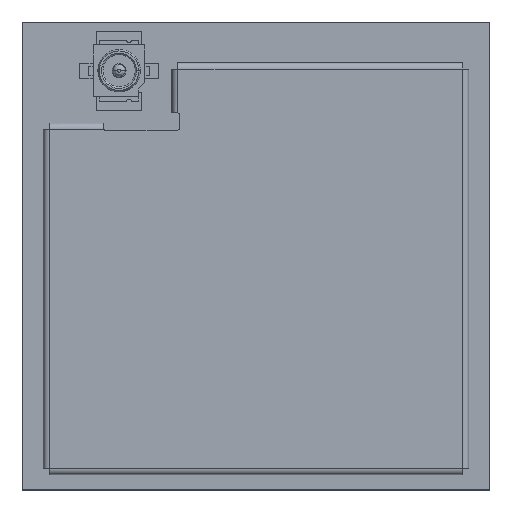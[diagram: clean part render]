
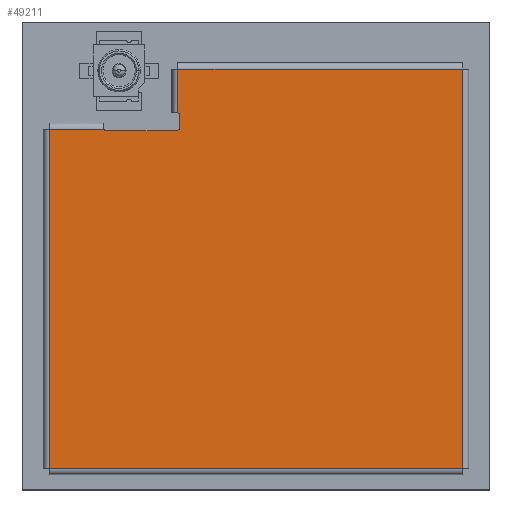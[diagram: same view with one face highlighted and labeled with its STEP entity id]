
A CAD part, top view. The second image highlights one B-rep face of the part: STEP entity #49211.
In plain terms, the highlighted face is planar.
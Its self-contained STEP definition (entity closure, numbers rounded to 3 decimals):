
#2185 = CARTESIAN_POINT ( 'NONE',  ( 0., 1.6, -0.2 ) ) ;
#2232 = VECTOR ( 'NONE', #32552, 1000. ) ;
#4814 = CARTESIAN_POINT ( 'NONE',  ( 4.48, 1.6, -11.42 ) ) ;
#4908 = VERTEX_POINT ( 'NONE', #81682 ) ;
#6147 = LINE ( 'NONE', #83833, #12676 ) ;
#6565 = EDGE_CURVE ( 'NONE', #34794, #4908, #85438, .T. ) ;
#7217 = CIRCLE ( 'NONE', #15436, 0.1 ) ;
#7585 = VERTEX_POINT ( 'NONE', #8162 ) ;
#7984 = ORIENTED_EDGE ( 'NONE', *, *, #28143, .T. ) ;
#8162 = CARTESIAN_POINT ( 'NONE',  ( 0.2, 1.6, -11.37 ) ) ;
#8535 = DIRECTION ( 'NONE',  ( 0., -1., 0. ) ) ;
#10312 = CARTESIAN_POINT ( 'NONE',  ( 2.08, 1.6, -11.32 ) ) ;
#11013 = DIRECTION ( 'NONE',  ( 0., -1., 0. ) ) ;
#12464 = DIRECTION ( 'NONE',  ( 0., -1., 0. ) ) ;
#12676 = VECTOR ( 'NONE', #91968, 1000. ) ;
#12918 = ORIENTED_EDGE ( 'NONE', *, *, #60698, .T. ) ;
#13934 = VECTOR ( 'NONE', #44557, 1000. ) ;
#15436 = AXIS2_PLACEMENT_3D ( 'NONE', #54513, #30999, #46806 ) ;
#20137 = AXIS2_PLACEMENT_3D ( 'NONE', #39784, #8535, #70930 ) ;
#20771 = CARTESIAN_POINT ( 'NONE',  ( 0., 1.6, 0. ) ) ;
#21277 = EDGE_CURVE ( 'NONE', #49566, #50596, #33566, .T. ) ;
#21513 = CARTESIAN_POINT ( 'NONE',  ( 4.43, 1.6, -13.35 ) ) ;
#25685 = ORIENTED_EDGE ( 'NONE', *, *, #21277, .F. ) ;
#27654 = VECTOR ( 'NONE', #100690, 1000. ) ;
#28143 = EDGE_CURVE ( 'NONE', #7585, #77646, #83751, .T. ) ;
#28623 = EDGE_CURVE ( 'NONE', #33842, #50596, #7217, .T. ) ;
#29390 = CARTESIAN_POINT ( 'NONE',  ( 13.8, 1.6, -0.2 ) ) ;
#29608 = CARTESIAN_POINT ( 'NONE',  ( 0.2, 1.6, 0. ) ) ;
#29708 = ORIENTED_EDGE ( 'NONE', *, *, #39928, .T. ) ;
#30849 = CARTESIAN_POINT ( 'NONE',  ( 4.43, 1.6, 0. ) ) ;
#30999 = DIRECTION ( 'NONE',  ( 0., -1., 0. ) ) ;
#32552 = DIRECTION ( 'NONE',  ( 0., 0., -1. ) ) ;
#33566 = LINE ( 'NONE', #78997, #2232 ) ;
#33842 = VERTEX_POINT ( 'NONE', #96084 ) ;
#34565 = DIRECTION ( 'NONE',  ( 0., 0., -1. ) ) ;
#34794 = VERTEX_POINT ( 'NONE', #10312 ) ;
#35604 = ORIENTED_EDGE ( 'NONE', *, *, #80221, .T. ) ;
#38219 = CARTESIAN_POINT ( 'NONE',  ( 13.8, 1.6, -13.35 ) ) ;
#38235 = ORIENTED_EDGE ( 'NONE', *, *, #28623, .T. ) ;
#39480 = DIRECTION ( 'NONE',  ( 1., 0., 0. ) ) ;
#39784 = CARTESIAN_POINT ( 'NONE',  ( 4.38, 1.6, -11.42 ) ) ;
#39928 = EDGE_CURVE ( 'NONE', #34794, #81337, #40346, .T. ) ;
#40346 = CIRCLE ( 'NONE', #77853, 0.1 ) ;
#44557 = DIRECTION ( 'NONE',  ( 0., 0., -1. ) ) ;
#45632 = VECTOR ( 'NONE', #39480, 1000. ) ;
#46806 = DIRECTION ( 'NONE',  ( 0., 0., -1. ) ) ;
#47712 = CARTESIAN_POINT ( 'NONE',  ( 0., 1.6, -11.37 ) ) ;
#49211 = ADVANCED_FACE ( 'NONE', ( #82574 ), #88708, .F. ) ;
#49566 = VERTEX_POINT ( 'NONE', #4814 ) ;
#50596 = VERTEX_POINT ( 'NONE', #82143 ) ;
#52738 = CIRCLE ( 'NONE', #20137, 0.1 ) ;
#53059 = VERTEX_POINT ( 'NONE', #38219 ) ;
#54513 = CARTESIAN_POINT ( 'NONE',  ( 4.38, 1.6, -11.82 ) ) ;
#56398 = EDGE_CURVE ( 'NONE', #53059, #97466, #6147, .T. ) ;
#56833 = LINE ( 'NONE', #2185, #68900 ) ;
#58111 = DIRECTION ( 'NONE',  ( 0., 0., -1. ) ) ;
#60698 = EDGE_CURVE ( 'NONE', #49566, #4908, #52738, .T. ) ;
#60786 = DIRECTION ( 'NONE',  ( 0., 0., 1. ) ) ;
#62249 = CARTESIAN_POINT ( 'NONE',  ( 0.2, 1.6, -0.2 ) ) ;
#63649 = ORIENTED_EDGE ( 'NONE', *, *, #6565, .F. ) ;
#63922 = EDGE_CURVE ( 'NONE', #97466, #33842, #64031, .T. ) ;
#64031 = LINE ( 'NONE', #30849, #91244 ) ;
#64052 = LINE ( 'NONE', #47712, #27654 ) ;
#64223 = ORIENTED_EDGE ( 'NONE', *, *, #63922, .T. ) ;
#66663 = CARTESIAN_POINT ( 'NONE',  ( 2.08, 1.6, -11.42 ) ) ;
#66825 = EDGE_CURVE ( 'NONE', #77646, #95367, #56833, .T. ) ;
#68900 = VECTOR ( 'NONE', #95064, 1000. ) ;
#70930 = DIRECTION ( 'NONE',  ( 0., 0., -1. ) ) ;
#72580 = AXIS2_PLACEMENT_3D ( 'NONE', #20771, #11013, #58111 ) ;
#75240 = LINE ( 'NONE', #100090, #13934 ) ;
#76967 = ORIENTED_EDGE ( 'NONE', *, *, #88991, .T. ) ;
#77646 = VERTEX_POINT ( 'NONE', #62249 ) ;
#77786 = CARTESIAN_POINT ( 'NONE',  ( 1.98, 1.6, -11.32 ) ) ;
#77853 = AXIS2_PLACEMENT_3D ( 'NONE', #66663, #12464, #34565 ) ;
#78836 = DIRECTION ( 'NONE',  ( 0., 0., 1. ) ) ;
#78997 = CARTESIAN_POINT ( 'NONE',  ( 4.48, 1.6, -11.92 ) ) ;
#79912 = ORIENTED_EDGE ( 'NONE', *, *, #56398, .T. ) ;
#80221 = EDGE_CURVE ( 'NONE', #81337, #7585, #64052, .T. ) ;
#81305 = CARTESIAN_POINT ( 'NONE',  ( 1.993, 1.6, -11.37 ) ) ;
#81337 = VERTEX_POINT ( 'NONE', #81305 ) ;
#81682 = CARTESIAN_POINT ( 'NONE',  ( 4.38, 1.6, -11.32 ) ) ;
#81741 = EDGE_LOOP ( 'NONE', ( #63649, #29708, #35604, #7984, #90872, #76967, #79912, #64223, #38235, #25685, #12918 ) ) ;
#82143 = CARTESIAN_POINT ( 'NONE',  ( 4.48, 1.6, -11.82 ) ) ;
#82574 = FACE_OUTER_BOUND ( 'NONE', #81741, .T. ) ;
#83751 = LINE ( 'NONE', #29608, #88796 ) ;
#83833 = CARTESIAN_POINT ( 'NONE',  ( 0., 1.6, -13.35 ) ) ;
#85438 = LINE ( 'NONE', #77786, #45632 ) ;
#88708 = PLANE ( 'NONE',  #72580 ) ;
#88796 = VECTOR ( 'NONE', #60786, 1000. ) ;
#88991 = EDGE_CURVE ( 'NONE', #95367, #53059, #75240, .T. ) ;
#90872 = ORIENTED_EDGE ( 'NONE', *, *, #66825, .T. ) ;
#91244 = VECTOR ( 'NONE', #78836, 1000. ) ;
#91968 = DIRECTION ( 'NONE',  ( -1., 0., 0. ) ) ;
#95064 = DIRECTION ( 'NONE',  ( 1., 0., 0. ) ) ;
#95367 = VERTEX_POINT ( 'NONE', #29390 ) ;
#96084 = CARTESIAN_POINT ( 'NONE',  ( 4.43, 1.6, -11.907 ) ) ;
#97466 = VERTEX_POINT ( 'NONE', #21513 ) ;
#100090 = CARTESIAN_POINT ( 'NONE',  ( 13.8, 1.6, 0. ) ) ;
#100690 = DIRECTION ( 'NONE',  ( -1., 0., 0. ) ) ;
